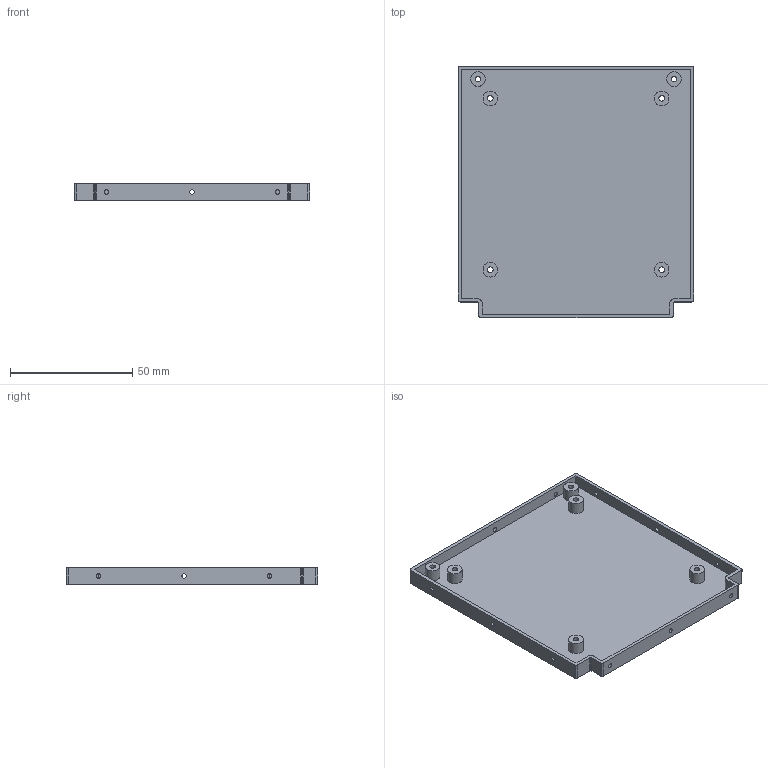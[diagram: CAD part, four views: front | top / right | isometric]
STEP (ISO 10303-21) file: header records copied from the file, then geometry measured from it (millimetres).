
FILE_DESCRIPTION(('STEP AP214'),'1');
FILE_NAME('+Z Plate Rev B.stp','2020-12-18T06:17:55',(' '),(' '),'Spatial InterOp 3D',' ',' ');
FILE_SCHEMA(('AUTOMOTIVE_DESIGN { 1 0 10303 214 1 1 1 1 }'));
Length unit declared in the file: metre
Products named in the file (1): Solid
Bounding box: 96.4 x 102.9 x 6.6 mm (x, y, z)
Volume: 19079.6 mm3; surface area: 24990.9 mm2
Topology: 1 solids, 1 shells, 93 faces, 252 edges, 168 vertices
Faces by surface type: cylinder 68, plane 25
Entity records: 3099 total; most frequent: DIRECTION 576, CARTESIAN_POINT 514, ORIENTED_EDGE 504, EDGE_CURVE 252, AXIS2_PLACEMENT_3D 230, VERTEX_POINT 168, EDGE_LOOP 136, CIRCLE 136
